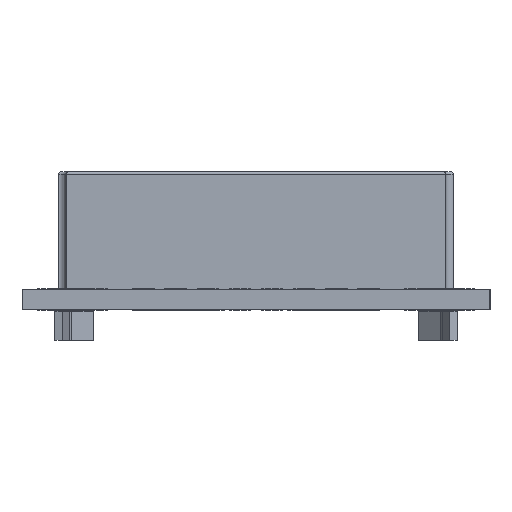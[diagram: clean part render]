
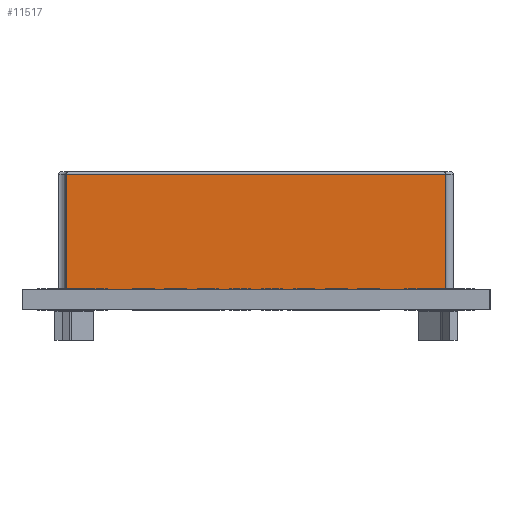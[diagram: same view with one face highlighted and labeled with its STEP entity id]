
A CAD part, left-side view. The second image highlights one B-rep face of the part: STEP entity #11517.
In plain terms, the highlighted planar face has unit normal (-1, 0, 0).
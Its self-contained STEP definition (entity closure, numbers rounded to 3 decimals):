
#9273 = EDGE_CURVE ( 'NONE', #9274, #9355, #14702, .T. ) ;
#9274 = VERTEX_POINT ( 'NONE', #14698 ) ;
#9355 = VERTEX_POINT ( 'NONE', #14925 ) ;
#11502 = EDGE_CURVE ( 'NONE', #11503, #9274, #20443, .T. ) ;
#11503 = VERTEX_POINT ( 'NONE', #20439 ) ;
#11517 = ADVANCED_FACE ( 'NONE', ( #20461 ), #20503, .F. ) ;
#11518 = EDGE_LOOP ( 'NONE', ( #11520, #11557, #11562, #11564 ) ) ;
#11520 = ORIENTED_EDGE ( 'NONE', *, *, #11522, .F. ) ;
#11522 = EDGE_CURVE ( 'NONE', #11524, #9355, #20498, .T. ) ;
#11524 = VERTEX_POINT ( 'NONE', #20490 ) ;
#11557 = ORIENTED_EDGE ( 'NONE', *, *, #11560, .T. ) ;
#11560 = EDGE_CURVE ( 'NONE', #11524, #11503, #20616, .T. ) ;
#11562 = ORIENTED_EDGE ( 'NONE', *, *, #11502, .T. ) ;
#11564 = ORIENTED_EDGE ( 'NONE', *, *, #9273, .T. ) ;
#14698 = CARTESIAN_POINT ( 'NONE',  ( -45.6, 15., 1.6 ) ) ;
#14699 = DIRECTION ( 'NONE',  ( 0., -1., 0. ) ) ;
#14700 = VECTOR ( 'NONE', #14699, 1000. ) ;
#14701 = CARTESIAN_POINT ( 'NONE',  ( -45.6, 15., 1.6 ) ) ;
#14702 = LINE ( 'NONE', #14701, #14700 ) ;
#14925 = CARTESIAN_POINT ( 'NONE',  ( -45.6, -15., 1.6 ) ) ;
#20439 = CARTESIAN_POINT ( 'NONE',  ( -45.6, 15., 10.7 ) ) ;
#20440 = DIRECTION ( 'NONE',  ( 0., 0., -1. ) ) ;
#20441 = VECTOR ( 'NONE', #20440, 1000. ) ;
#20442 = CARTESIAN_POINT ( 'NONE',  ( -45.6, 15., 10.9 ) ) ;
#20443 = LINE ( 'NONE', #20442, #20441 ) ;
#20461 = FACE_OUTER_BOUND ( 'NONE', #11518, .T. ) ;
#20490 = CARTESIAN_POINT ( 'NONE',  ( -45.6, -15., 10.7 ) ) ;
#20495 = DIRECTION ( 'NONE',  ( 0., 0., -1. ) ) ;
#20496 = VECTOR ( 'NONE', #20495, 1000. ) ;
#20497 = CARTESIAN_POINT ( 'NONE',  ( -45.6, -15., 10.9 ) ) ;
#20498 = LINE ( 'NONE', #20497, #20496 ) ;
#20499 = DIRECTION ( 'NONE',  ( 0., 1., 0. ) ) ;
#20500 = DIRECTION ( 'NONE',  ( 1., 0., 0. ) ) ;
#20501 = CARTESIAN_POINT ( 'NONE',  ( -45.6, 15., 10.9 ) ) ;
#20502 = AXIS2_PLACEMENT_3D ( 'NONE', #20501, #20500, #20499 ) ;
#20503 = PLANE ( 'NONE',  #20502 ) ;
#20613 = DIRECTION ( 'NONE',  ( 0., 1., 0. ) ) ;
#20614 = VECTOR ( 'NONE', #20613, 1000. ) ;
#20615 = CARTESIAN_POINT ( 'NONE',  ( -45.6, 15., 10.7 ) ) ;
#20616 = LINE ( 'NONE', #20615, #20614 ) ;
